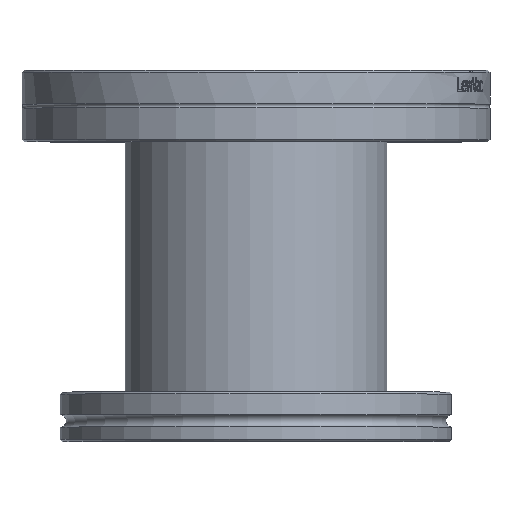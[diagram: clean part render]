
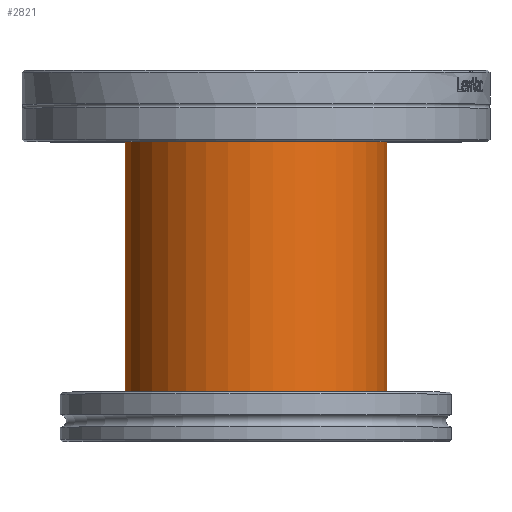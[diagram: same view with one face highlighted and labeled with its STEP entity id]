
A CAD part, top view. The second image highlights one B-rep face of the part: STEP entity #2821.
In plain terms, the highlighted cylindrical face has radius 31.75 mm (diameter 63.5 mm), a full revolution.
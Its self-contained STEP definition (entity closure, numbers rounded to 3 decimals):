
#264=CYLINDRICAL_SURFACE('',#3134,31.75);
#495=FACE_OUTER_BOUND('',#683,.T.);
#683=EDGE_LOOP('',(#2636,#2637,#2638,#2639));
#832=LINE('',#17537,#977);
#977=VECTOR('',#3752,31.75);
#1106=CIRCLE('',#3135,31.75);
#1107=CIRCLE('',#3136,31.75);
#1388=VERTEX_POINT('',#17534);
#1389=VERTEX_POINT('',#17536);
#1805=EDGE_CURVE('',#1388,#1388,#1106,.T.);
#1806=EDGE_CURVE('',#1388,#1389,#832,.T.);
#1807=EDGE_CURVE('',#1389,#1389,#1107,.T.);
#2636=ORIENTED_EDGE('',*,*,#1805,.F.);
#2637=ORIENTED_EDGE('',*,*,#1806,.T.);
#2638=ORIENTED_EDGE('',*,*,#1807,.F.);
#2639=ORIENTED_EDGE('',*,*,#1806,.F.);
#2821=ADVANCED_FACE('',(#495),#264,.T.);
#3134=AXIS2_PLACEMENT_3D('',#17533,#3748,#3749);
#3135=AXIS2_PLACEMENT_3D('',#17535,#3750,#3751);
#3136=AXIS2_PLACEMENT_3D('',#17538,#3753,#3754);
#3748=DIRECTION('center_axis',(0.,0.,1.));
#3749=DIRECTION('ref_axis',(-1.,0.,0.));
#3750=DIRECTION('center_axis',(0.,0.,1.));
#3751=DIRECTION('ref_axis',(-1.,0.,0.));
#3752=DIRECTION('',(0.,0.,-1.));
#3753=DIRECTION('center_axis',(0.,0.,-1.));
#3754=DIRECTION('ref_axis',(-1.,0.,0.));
#17533=CARTESIAN_POINT('Origin',(0.,0.,0.));
#17534=CARTESIAN_POINT('',(31.75,0.,74.5));
#17535=CARTESIAN_POINT('Origin',(0.,0.,74.5));
#17536=CARTESIAN_POINT('',(31.75,0.,0.));
#17537=CARTESIAN_POINT('',(31.75,0.,0.));
#17538=CARTESIAN_POINT('Origin',(0.,0.,0.));
